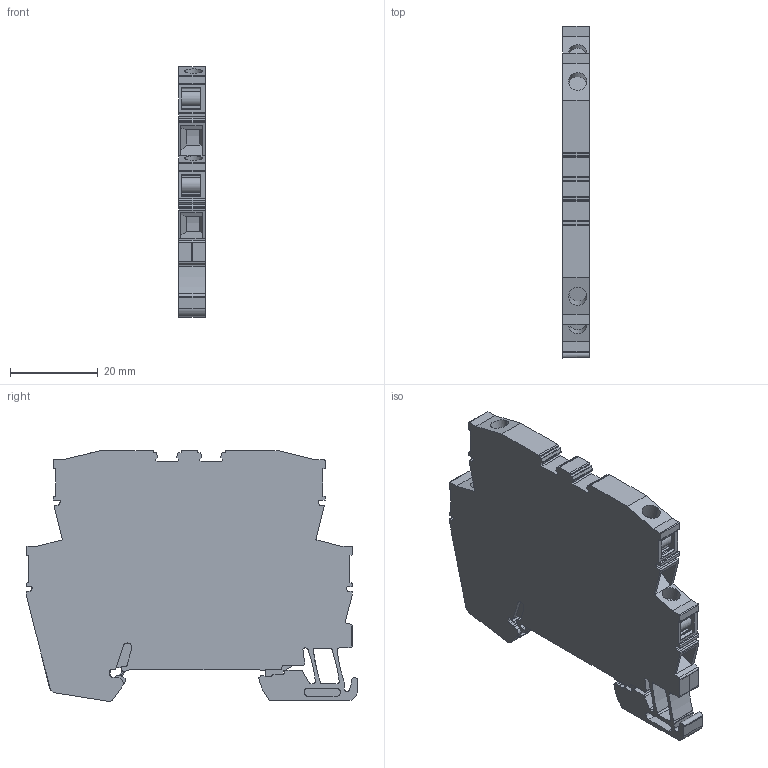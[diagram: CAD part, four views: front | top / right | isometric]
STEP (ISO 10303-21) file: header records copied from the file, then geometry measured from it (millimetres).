
FILE_DESCRIPTION(('CATIA V5 STEP Exchange','CAx-IF Rec.Pracs.--- Model Styling and Organization---1.5--- 2016-08-15','CAx-IF Rec.Pracs.---Supplemental Geometry---1.0---2011-11-01','CAx-IF Rec.Pracs.--- Composite Materials ---1.1---2010-07-15'),'2;1');
FILE_NAME ('9454202_4', '2025-09-23T06:50:58+00:00', ('none'), ('Weidmueller'), 'CATIA Version 5-6 Release 2024 SP4', 'CATIA V5 STEP AP214 v3', 'none');
FILE_SCHEMA(('AUTOMOTIVE_DESIGN { 1 0 10303 214 1 1 1 1 }'));
Length unit declared in the file: millimetre
Products named in the file (1): 1063950000
Bounding box: 6.1 x 75.7 x 57.24 mm (x, y, z)
Volume: 14322.8 mm3; surface area: 13737.3 mm2
Topology: 9 solids, 9 shells, 634 faces, 1816 edges, 1212 vertices
Faces by surface type: plane 408, cylinder 226
Entity records: 20077 total; most frequent: CARTESIAN_POINT 3929, ORIENTED_EDGE 3632, DIRECTION 2828, EDGE_CURVE 1816, VECTOR 1341, LINE 1341, VERTEX_POINT 1212, AXIS2_PLACEMENT_3D 962
